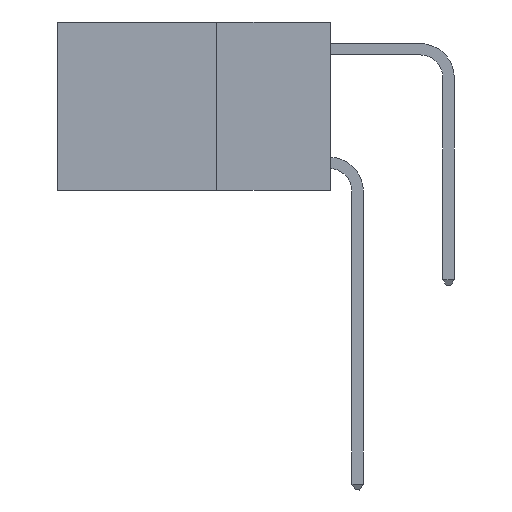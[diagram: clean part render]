
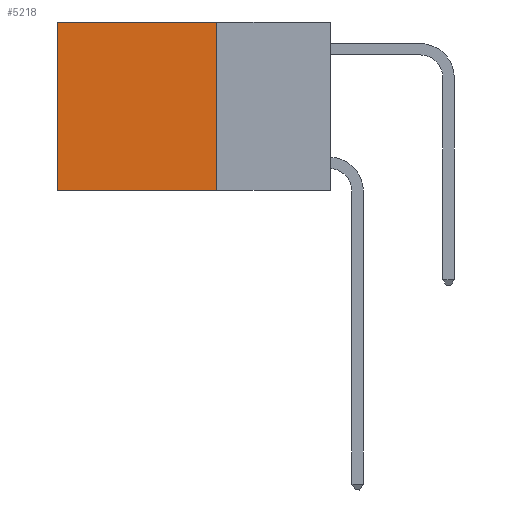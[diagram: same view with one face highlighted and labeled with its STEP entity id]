
A CAD part, left-side view. The second image highlights one B-rep face of the part: STEP entity #5218.
In plain terms, the highlighted planar face has unit normal (-1, 0, 0).
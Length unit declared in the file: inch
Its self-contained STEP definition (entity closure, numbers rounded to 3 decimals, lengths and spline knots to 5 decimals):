
#376 = CARTESIAN_POINT ( 'NONE',  ( 0.2625, 0.25, 0. ) ) ;
#603 = ORIENTED_EDGE ( 'NONE', *, *, #8972, .T. ) ;
#1753 = VECTOR ( 'NONE', #9254, 39.37008 ) ;
#2004 = CARTESIAN_POINT ( 'NONE',  ( 0.2625, 0.25, -0.37 ) ) ;
#2430 = VERTEX_POINT ( 'NONE', #16421 ) ;
#2532 = AXIS2_PLACEMENT_3D ( 'NONE', #8100, #12314, #5021 ) ;
#2743 = ORIENTED_EDGE ( 'NONE', *, *, #15907, .F. ) ;
#3622 = CARTESIAN_POINT ( 'NONE',  ( 0.2625, 0.6, 0. ) ) ;
#5021 = DIRECTION ( 'NONE',  ( 0., 0., -1. ) ) ;
#5218 = ADVANCED_FACE ( 'NONE', ( #6634 ), #13949, .F. ) ;
#5492 = LINE ( 'NONE', #2004, #6617 ) ;
#5664 = CARTESIAN_POINT ( 'NONE',  ( 0.2625, 0.25, -0.37 ) ) ;
#5970 = LINE ( 'NONE', #13745, #1753 ) ;
#6546 = DIRECTION ( 'NONE',  ( 0., 1., 0. ) ) ;
#6617 = VECTOR ( 'NONE', #18301, 39.37008 ) ;
#6634 = FACE_OUTER_BOUND ( 'NONE', #10502, .T. ) ;
#6789 = EDGE_CURVE ( 'NONE', #7446, #18244, #13476, .T. ) ;
#6895 = VECTOR ( 'NONE', #14080, 39.37008 ) ;
#7212 = CARTESIAN_POINT ( 'NONE',  ( 0.2625, 0.6, -0.37 ) ) ;
#7446 = VERTEX_POINT ( 'NONE', #3622 ) ;
#8100 = CARTESIAN_POINT ( 'NONE',  ( 0.2625, 0.25, 0. ) ) ;
#8785 = VERTEX_POINT ( 'NONE', #5664 ) ;
#8972 = EDGE_CURVE ( 'NONE', #2430, #7446, #18064, .T. ) ;
#9254 = DIRECTION ( 'NONE',  ( 0., 0., -1. ) ) ;
#10502 = EDGE_LOOP ( 'NONE', ( #11848, #2743, #13788, #603 ) ) ;
#11590 = VECTOR ( 'NONE', #6546, 39.37008 ) ;
#11848 = ORIENTED_EDGE ( 'NONE', *, *, #6789, .T. ) ;
#12314 = DIRECTION ( 'NONE',  ( 1., 0., 0. ) ) ;
#12850 = CARTESIAN_POINT ( 'NONE',  ( 0.2625, 0.6, 0. ) ) ;
#13476 = LINE ( 'NONE', #12850, #6895 ) ;
#13745 = CARTESIAN_POINT ( 'NONE',  ( 0.2625, 0.25, 0. ) ) ;
#13788 = ORIENTED_EDGE ( 'NONE', *, *, #15923, .F. ) ;
#13949 = PLANE ( 'NONE',  #2532 ) ;
#14080 = DIRECTION ( 'NONE',  ( 0., 0., -1. ) ) ;
#15907 = EDGE_CURVE ( 'NONE', #8785, #18244, #5492, .T. ) ;
#15923 = EDGE_CURVE ( 'NONE', #2430, #8785, #5970, .T. ) ;
#16421 = CARTESIAN_POINT ( 'NONE',  ( 0.2625, 0.25, 0. ) ) ;
#18064 = LINE ( 'NONE', #376, #11590 ) ;
#18244 = VERTEX_POINT ( 'NONE', #7212 ) ;
#18301 = DIRECTION ( 'NONE',  ( 0., 1., 0. ) ) ;
